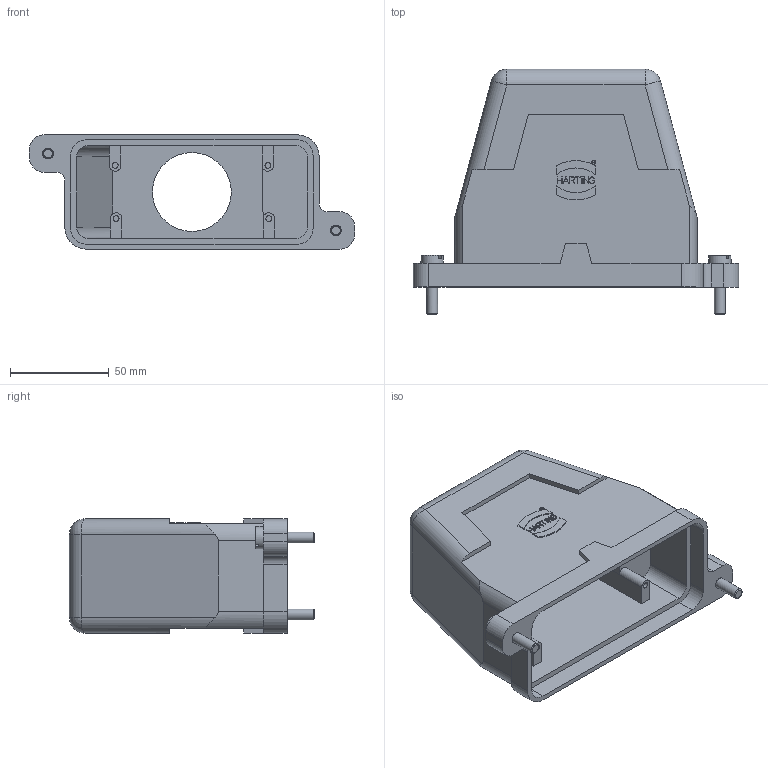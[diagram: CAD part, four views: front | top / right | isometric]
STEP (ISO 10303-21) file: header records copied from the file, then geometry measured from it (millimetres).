
FILE_DESCRIPTION(/* description */ (''),/* implementation_level */ '2;1');
FILE_NAME(/* name */ '100094998ugm000_b.stp',/* time_stamp */ '2017-11-03T09:26:36+01:00',/* author */ (''),/* organization */ (''),/* preprocessor_version */ 'ST-DEVELOPER v16',/* originating_system */ 'SIEMENS PLM Software NX 10.0',/* authorisation */ '');
FILE_SCHEMA (('AUTOMOTIVE_DESIGN { 1 0 10303 214 3 1 1 1 }'));
Length unit declared in the file: millimetre
Products named in the file (1): 100094998ugm000_b
Bounding box: 165 x 124.5 x 58 mm (x, y, z)
Volume: 202005.1 mm3; surface area: 83296.9 mm2
Topology: 1 solids, 1 shells, 236 faces, 614 edges, 405 vertices
Faces by surface type: plane 171, cylinder 57, sphere 4, bspline 3, cone 1
Full cylindrical faces by diameter (mm): 1.9 x1, 2.1 x1, 3 x4, 5.5 x1, 11.3 x2, 40 x1
Entity records: 8141 total; most frequent: CARTESIAN_POINT 1641, ORIENTED_EDGE 1194, DIRECTION 1125, EDGE_CURVE 597, LINE 439, VECTOR 439, VERTEX_POINT 401, AXIS2_PLACEMENT_3D 343
